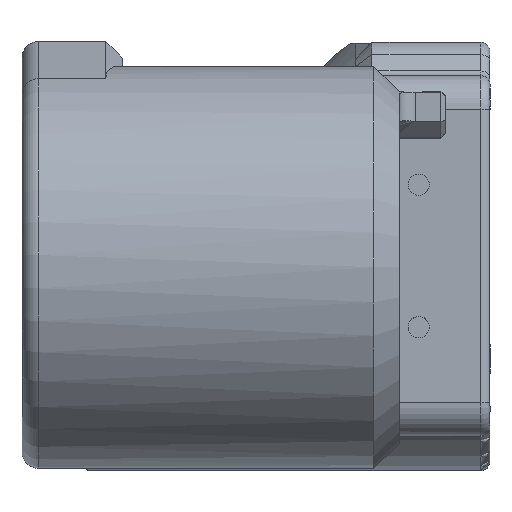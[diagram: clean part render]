
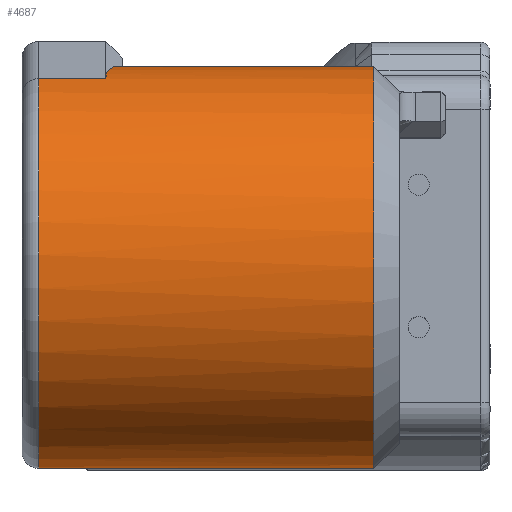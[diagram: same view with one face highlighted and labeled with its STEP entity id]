
A CAD part, top view. The second image highlights one B-rep face of the part: STEP entity #4687.
In plain terms, the highlighted cylindrical face has radius 24 mm (diameter 48 mm), a partial arc.
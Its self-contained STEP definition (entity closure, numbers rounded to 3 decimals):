
#108=ELLIPSE('',#5002,33.941,24.);
#109=ELLIPSE('',#5006,33.941,24.);
#311=CYLINDRICAL_SURFACE('',#5238,24.);
#571=FACE_OUTER_BOUND('',#892,.T.);
#892=EDGE_LOOP('',(#4227,#4228,#4229,#4230,#4231,#4232,#4233,#4234,#4235,
#4236));
#1076=LINE('',#7935,#1405);
#1088=LINE('',#7964,#1417);
#1114=LINE('',#8092,#1443);
#1116=LINE('',#8096,#1445);
#1405=VECTOR('',#6004,10.);
#1417=VECTOR('',#6034,10.);
#1443=VECTOR('',#6096,10.);
#1445=VECTOR('',#6102,10.);
#1663=CIRCLE('',#4871,24.);
#1664=CIRCLE('',#4872,24.);
#1744=CIRCLE('',#5030,24.);
#1817=CIRCLE('',#5202,24.);
#1993=VERTEX_POINT('',#7535);
#1994=VERTEX_POINT('',#7537);
#1997=VERTEX_POINT('',#7543);
#1998=VERTEX_POINT('',#7545);
#2121=VERTEX_POINT('',#7917);
#2127=VERTEX_POINT('',#7934);
#2129=VERTEX_POINT('',#7939);
#2135=VERTEX_POINT('',#7962);
#2157=VERTEX_POINT('',#8077);
#2158=VERTEX_POINT('',#8081);
#2493=EDGE_CURVE('',#1994,#1993,#1663,.T.);
#2497=EDGE_CURVE('',#1998,#1997,#1664,.T.);
#2660=EDGE_CURVE('',#1998,#2121,#108,.F.);
#2669=EDGE_CURVE('',#2127,#2121,#1076,.T.);
#2672=EDGE_CURVE('',#2129,#1993,#109,.F.);
#2684=EDGE_CURVE('',#2135,#2129,#1088,.T.);
#2718=EDGE_CURVE('',#2157,#2158,#1744,.T.);
#2722=EDGE_CURVE('',#1994,#2157,#1114,.T.);
#2724=EDGE_CURVE('',#2158,#1997,#1116,.T.);
#2904=EDGE_CURVE('',#2127,#2135,#1817,.T.);
#4227=ORIENTED_EDGE('',*,*,#2722,.F.);
#4228=ORIENTED_EDGE('',*,*,#2493,.T.);
#4229=ORIENTED_EDGE('',*,*,#2672,.F.);
#4230=ORIENTED_EDGE('',*,*,#2684,.F.);
#4231=ORIENTED_EDGE('',*,*,#2904,.F.);
#4232=ORIENTED_EDGE('',*,*,#2669,.T.);
#4233=ORIENTED_EDGE('',*,*,#2660,.F.);
#4234=ORIENTED_EDGE('',*,*,#2497,.T.);
#4235=ORIENTED_EDGE('',*,*,#2724,.F.);
#4236=ORIENTED_EDGE('',*,*,#2718,.F.);
#4687=ADVANCED_FACE('',(#571),#311,.T.);
#4871=AXIS2_PLACEMENT_3D('',#7538,#5647,#5648);
#4872=AXIS2_PLACEMENT_3D('',#7546,#5652,#5653);
#5002=AXIS2_PLACEMENT_3D('',#7918,#5990,#5991);
#5006=AXIS2_PLACEMENT_3D('',#7941,#6009,#6010);
#5030=AXIS2_PLACEMENT_3D('',#8082,#6091,#6092);
#5202=AXIS2_PLACEMENT_3D('',#8463,#6535,#6536);
#5238=AXIS2_PLACEMENT_3D('',#8541,#6632,#6633);
#5647=DIRECTION('center_axis',(1.,0.,0.));
#5648=DIRECTION('ref_axis',(0.,1.,0.));
#5652=DIRECTION('center_axis',(1.,0.,0.));
#5653=DIRECTION('ref_axis',(0.,1.,0.));
#5990=DIRECTION('center_axis',(0.707,-0.694,-0.136));
#5991=DIRECTION('ref_axis',(0.707,0.694,0.136));
#6004=DIRECTION('',(1.,0.,0.));
#6009=DIRECTION('center_axis',(0.707,0.664,0.242));
#6010=DIRECTION('ref_axis',(-0.707,0.664,0.242));
#6034=DIRECTION('',(1.,0.,0.));
#6091=DIRECTION('center_axis',(1.,0.,0.));
#6092=DIRECTION('ref_axis',(0.,1.,0.));
#6096=DIRECTION('',(1.,0.,0.));
#6102=DIRECTION('',(-1.,0.,0.));
#6535=DIRECTION('center_axis',(-1.,0.,0.));
#6536=DIRECTION('ref_axis',(0.,-0.268,0.963));
#6632=DIRECTION('center_axis',(1.,0.,0.));
#6633=DIRECTION('ref_axis',(0.,0.,
1.));
#7535=CARTESIAN_POINT('',(-10.35,58.955,276.527));
#7537=CARTESIAN_POINT('',(-10.35,53.538,262.757));
#7538=CARTESIAN_POINT('Origin',(-10.35,35.,278.));
#7543=CARTESIAN_POINT('',(-10.35,16.462,262.757));
#7545=CARTESIAN_POINT('',(-10.35,15.249,264.366));
#7546=CARTESIAN_POINT('Origin',(-10.35,35.,278.));
#7917=CARTESIAN_POINT('',(-12.35,11.446,273.396));
#7918=CARTESIAN_POINT('Origin',(11.65,35.,278.));
#7934=CARTESIAN_POINT('',(-20.35,11.446,273.396));
#7935=CARTESIAN_POINT('',(17.15,11.446,273.396));
#7939=CARTESIAN_POINT('',(-12.35,57.547,286.224));
#7941=CARTESIAN_POINT('Origin',(11.65,35.,278.));
#7962=CARTESIAN_POINT('',(-20.35,57.547,286.224));
#7964=CARTESIAN_POINT('',(17.15,57.547,286.224));
#8077=CARTESIAN_POINT('',(19.65,53.538,262.757));
#8081=CARTESIAN_POINT('',(19.65,16.462,262.757));
#8082=CARTESIAN_POINT('Origin',(19.65,35.,278.));
#8092=CARTESIAN_POINT('',(17.15,53.538,262.757));
#8096=CARTESIAN_POINT('',(17.15,16.462,262.757));
#8463=CARTESIAN_POINT('Origin',(-20.35,35.,278.));
#8541=CARTESIAN_POINT('Origin',(17.15,35.,278.));
